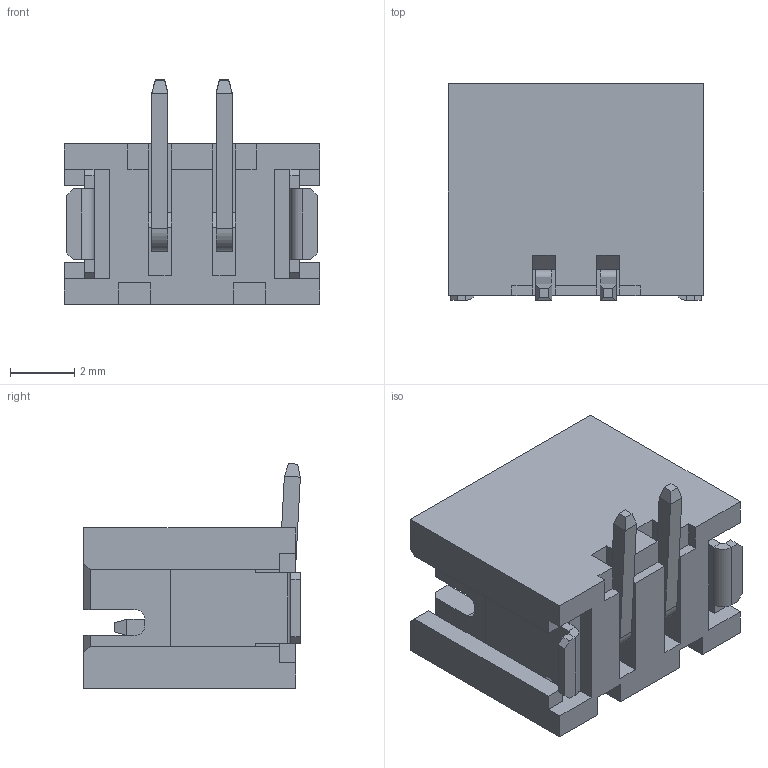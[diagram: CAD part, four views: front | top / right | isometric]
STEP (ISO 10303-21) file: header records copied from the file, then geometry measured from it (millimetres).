
FILE_DESCRIPTION (( 'STEP AP214' ), '1' );
FILE_NAME ('B2B-PH-SM4-TBT.STEP', '2023-11-26T21:47:49', ( '' ), ( '' ), 'SwSTEP 2.0', 'SolidWorks 2021', '' );
FILE_SCHEMA (( 'AUTOMOTIVE_DESIGN' ));
Length unit declared in the file: millimetre
Products named in the file (4): BxB-PH-SM4 pin; B2B-PH-SM4-TBT; BxB-PH-SM4 body_2; BxB-PH-SM4 tab
Assembly tree (5 placements, depth 2):
  B2B-PH-SM4-TBT
    BxB-PH-SM4 body_2
    BxB-PH-SM4 tab  x2
    BxB-PH-SM4 pin  x2
Bounding box: 7.95 x 6.75 x 7 mm (x, y, z)
Volume: 146.6 mm3; surface area: 501.7 mm2
Topology: 5 solids, 5 shells, 206 faces, 540 edges, 340 vertices
Faces by surface type: plane 194, cylinder 12
Entity records: 5182 total; most frequent: CARTESIAN_POINT 898, ORIENTED_EDGE 888, DIRECTION 800, EDGE_CURVE 444, VECTOR 428, LINE 428, VERTEX_POINT 284, AXIS2_PLACEMENT_3D 186
